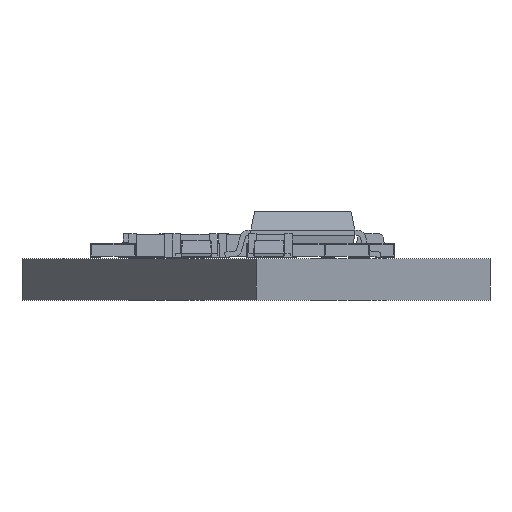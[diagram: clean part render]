
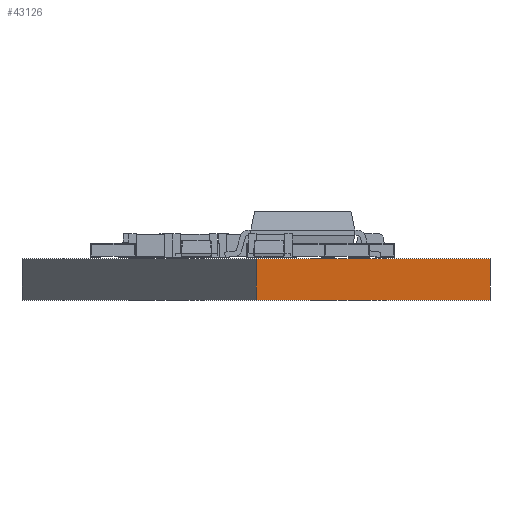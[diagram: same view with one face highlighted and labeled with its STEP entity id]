
A CAD part, front view. The second image highlights one B-rep face of the part: STEP entity #43126.
In plain terms, the highlighted planar face has unit normal (0.822, -0.569, 0).
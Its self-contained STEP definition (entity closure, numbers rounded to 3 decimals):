
#42945 = PLANE('',#42946);
#42946 = AXIS2_PLACEMENT_3D('',#42947,#42948,#42949);
#42947 = CARTESIAN_POINT('',(104.,-21.,0.));
#42948 = DIRECTION('',(1.,0.,-0.));
#42949 = DIRECTION('',(0.,-1.,0.));
#42970 = VERTEX_POINT('',#42971);
#42971 = CARTESIAN_POINT('',(104.,-149.,1.6));
#42985 = PLANE('',#42986);
#42986 = AXIS2_PLACEMENT_3D('',#42987,#42988,#42989);
#42987 = CARTESIAN_POINT('',(104.,-21.,1.6));
#42988 = DIRECTION('',(0.,0.,1.));
#42989 = DIRECTION('',(1.,0.,-0.));
#42997 = EDGE_CURVE('',#42998,#42970,#43000,.T.);
#42998 = VERTEX_POINT('',#42999);
#42999 = CARTESIAN_POINT('',(104.,-149.,0.));
#43000 = SURFACE_CURVE('',#43001,(#43005,#43012),.PCURVE_S1.);
#43001 = LINE('',#43002,#43003);
#43002 = CARTESIAN_POINT('',(104.,-149.,0.));
#43003 = VECTOR('',#43004,1.);
#43004 = DIRECTION('',(0.,0.,1.));
#43005 = PCURVE('',#42945,#43006);
#43006 = DEFINITIONAL_REPRESENTATION('',(#43007),#43011);
#43007 = LINE('',#43008,#43009);
#43008 = CARTESIAN_POINT('',(128.,0.));
#43009 = VECTOR('',#43010,1.);
#43010 = DIRECTION('',(0.,-1.));
#43011 = ( GEOMETRIC_REPRESENTATION_CONTEXT(2) 
PARAMETRIC_REPRESENTATION_CONTEXT() REPRESENTATION_CONTEXT('2D SPACE',''
  ) );
#43012 = PCURVE('',#43013,#43018);
#43013 = PLANE('',#43014);
#43014 = AXIS2_PLACEMENT_3D('',#43015,#43016,#43017);
#43015 = CARTESIAN_POINT('',(104.,-149.,0.));
#43016 = DIRECTION('',(0.822,-0.569,0.));
#43017 = DIRECTION('',(-0.569,-0.822,0.));
#43018 = DEFINITIONAL_REPRESENTATION('',(#43019),#43023);
#43019 = LINE('',#43020,#43021);
#43020 = CARTESIAN_POINT('',(0.,0.));
#43021 = VECTOR('',#43022,1.);
#43022 = DIRECTION('',(0.,-1.));
#43023 = ( GEOMETRIC_REPRESENTATION_CONTEXT(2) 
PARAMETRIC_REPRESENTATION_CONTEXT() REPRESENTATION_CONTEXT('2D SPACE',''
  ) );
#43039 = PLANE('',#43040);
#43040 = AXIS2_PLACEMENT_3D('',#43041,#43042,#43043);
#43041 = CARTESIAN_POINT('',(104.,-21.,0.));
#43042 = DIRECTION('',(0.,0.,1.));
#43043 = DIRECTION('',(1.,0.,-0.));
#43126 = ADVANCED_FACE('',(#43127),#43013,.T.);
#43127 = FACE_BOUND('',#43128,.T.);
#43128 = EDGE_LOOP('',(#43129,#43130,#43153,#43181));
#43129 = ORIENTED_EDGE('',*,*,#42997,.T.);
#43130 = ORIENTED_EDGE('',*,*,#43131,.T.);
#43131 = EDGE_CURVE('',#42970,#43132,#43134,.T.);
#43132 = VERTEX_POINT('',#43133);
#43133 = CARTESIAN_POINT('',(95.,-162.,1.6));
#43134 = SURFACE_CURVE('',#43135,(#43139,#43146),.PCURVE_S1.);
#43135 = LINE('',#43136,#43137);
#43136 = CARTESIAN_POINT('',(104.,-149.,1.6));
#43137 = VECTOR('',#43138,1.);
#43138 = DIRECTION('',(-0.569,-0.822,0.));
#43139 = PCURVE('',#43013,#43140);
#43140 = DEFINITIONAL_REPRESENTATION('',(#43141),#43145);
#43141 = LINE('',#43142,#43143);
#43142 = CARTESIAN_POINT('',(0.,-1.6));
#43143 = VECTOR('',#43144,1.);
#43144 = DIRECTION('',(1.,0.));
#43145 = ( GEOMETRIC_REPRESENTATION_CONTEXT(2) 
PARAMETRIC_REPRESENTATION_CONTEXT() REPRESENTATION_CONTEXT('2D SPACE',''
  ) );
#43146 = PCURVE('',#42985,#43147);
#43147 = DEFINITIONAL_REPRESENTATION('',(#43148),#43152);
#43148 = LINE('',#43149,#43150);
#43149 = CARTESIAN_POINT('',(0.,-128.));
#43150 = VECTOR('',#43151,1.);
#43151 = DIRECTION('',(-0.569,-0.822));
#43152 = ( GEOMETRIC_REPRESENTATION_CONTEXT(2) 
PARAMETRIC_REPRESENTATION_CONTEXT() REPRESENTATION_CONTEXT('2D SPACE',''
  ) );
#43153 = ORIENTED_EDGE('',*,*,#43154,.F.);
#43154 = EDGE_CURVE('',#43155,#43132,#43157,.T.);
#43155 = VERTEX_POINT('',#43156);
#43156 = CARTESIAN_POINT('',(95.,-162.,0.));
#43157 = SURFACE_CURVE('',#43158,(#43162,#43169),.PCURVE_S1.);
#43158 = LINE('',#43159,#43160);
#43159 = CARTESIAN_POINT('',(95.,-162.,0.));
#43160 = VECTOR('',#43161,1.);
#43161 = DIRECTION('',(0.,0.,1.));
#43162 = PCURVE('',#43013,#43163);
#43163 = DEFINITIONAL_REPRESENTATION('',(#43164),#43168);
#43164 = LINE('',#43165,#43166);
#43165 = CARTESIAN_POINT('',(15.811,0.));
#43166 = VECTOR('',#43167,1.);
#43167 = DIRECTION('',(0.,-1.));
#43168 = ( GEOMETRIC_REPRESENTATION_CONTEXT(2) 
PARAMETRIC_REPRESENTATION_CONTEXT() REPRESENTATION_CONTEXT('2D SPACE',''
  ) );
#43169 = PCURVE('',#43170,#43175);
#43170 = PLANE('',#43171);
#43171 = AXIS2_PLACEMENT_3D('',#43172,#43173,#43174);
#43172 = CARTESIAN_POINT('',(95.,-162.,0.));
#43173 = DIRECTION('',(-0.822,-0.569,0.));
#43174 = DIRECTION('',(-0.569,0.822,0.));
#43175 = DEFINITIONAL_REPRESENTATION('',(#43176),#43180);
#43176 = LINE('',#43177,#43178);
#43177 = CARTESIAN_POINT('',(0.,0.));
#43178 = VECTOR('',#43179,1.);
#43179 = DIRECTION('',(0.,-1.));
#43180 = ( GEOMETRIC_REPRESENTATION_CONTEXT(2) 
PARAMETRIC_REPRESENTATION_CONTEXT() REPRESENTATION_CONTEXT('2D SPACE',''
  ) );
#43181 = ORIENTED_EDGE('',*,*,#43182,.F.);
#43182 = EDGE_CURVE('',#42998,#43155,#43183,.T.);
#43183 = SURFACE_CURVE('',#43184,(#43188,#43195),.PCURVE_S1.);
#43184 = LINE('',#43185,#43186);
#43185 = CARTESIAN_POINT('',(104.,-149.,0.));
#43186 = VECTOR('',#43187,1.);
#43187 = DIRECTION('',(-0.569,-0.822,0.));
#43188 = PCURVE('',#43013,#43189);
#43189 = DEFINITIONAL_REPRESENTATION('',(#43190),#43194);
#43190 = LINE('',#43191,#43192);
#43191 = CARTESIAN_POINT('',(0.,0.));
#43192 = VECTOR('',#43193,1.);
#43193 = DIRECTION('',(1.,0.));
#43194 = ( GEOMETRIC_REPRESENTATION_CONTEXT(2) 
PARAMETRIC_REPRESENTATION_CONTEXT() REPRESENTATION_CONTEXT('2D SPACE',''
  ) );
#43195 = PCURVE('',#43039,#43196);
#43196 = DEFINITIONAL_REPRESENTATION('',(#43197),#43201);
#43197 = LINE('',#43198,#43199);
#43198 = CARTESIAN_POINT('',(0.,-128.));
#43199 = VECTOR('',#43200,1.);
#43200 = DIRECTION('',(-0.569,-0.822));
#43201 = ( GEOMETRIC_REPRESENTATION_CONTEXT(2) 
PARAMETRIC_REPRESENTATION_CONTEXT() REPRESENTATION_CONTEXT('2D SPACE',''
  ) );
